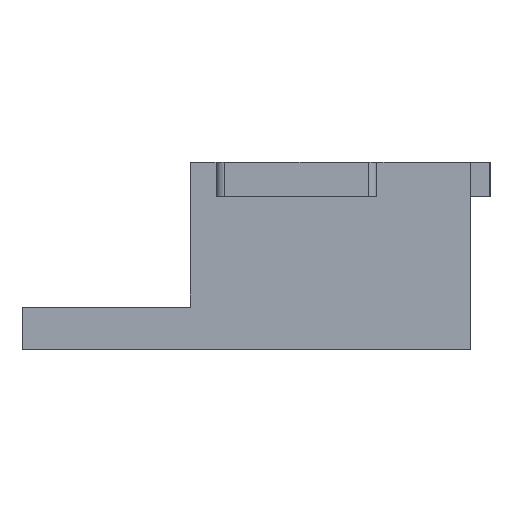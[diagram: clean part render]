
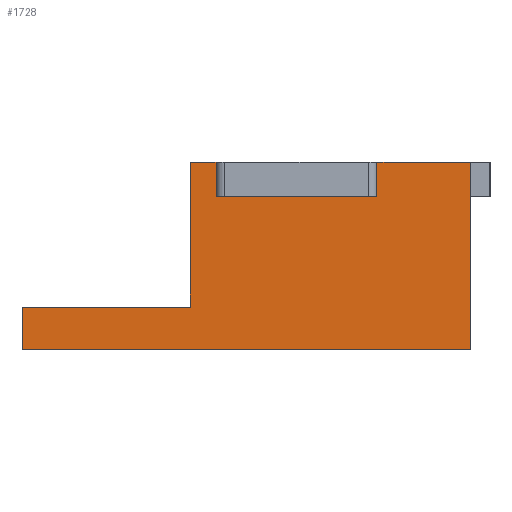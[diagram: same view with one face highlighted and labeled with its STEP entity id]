
A CAD part, left-side view. The second image highlights one B-rep face of the part: STEP entity #1728.
In plain terms, the highlighted planar face has unit normal (-1, 0, 0).
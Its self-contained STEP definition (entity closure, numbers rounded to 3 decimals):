
#63=PLANE('',#1837);
#141=FACE_OUTER_BOUND('',#237,.T.);
#237=EDGE_LOOP('',(#1425,#1426,#1427,#1428,#1429,#1430,#1431,#1432,#1433,
#1434));
#294=LINE('',#2355,#518);
#298=LINE('',#2367,#522);
#321=LINE('',#2423,#545);
#325=LINE('',#2435,#549);
#333=LINE('',#2454,#557);
#351=LINE('',#2496,#575);
#443=LINE('',#2690,#667);
#444=LINE('',#2691,#668);
#445=LINE('',#2693,#669);
#446=LINE('',#2694,#670);
#518=VECTOR('',#1905,10.);
#522=VECTOR('',#1913,10.);
#545=VECTOR('',#1954,10.);
#549=VECTOR('',#1966,10.);
#557=VECTOR('',#1980,10.);
#575=VECTOR('',#2010,10.);
#667=VECTOR('',#2170,10.);
#668=VECTOR('',#2171,10.);
#669=VECTOR('',#2172,10.);
#670=VECTOR('',#2173,10.);
#768=VERTEX_POINT('',#2352);
#769=VERTEX_POINT('',#2354);
#774=VERTEX_POINT('',#2364);
#775=VERTEX_POINT('',#2366);
#799=VERTEX_POINT('',#2422);
#803=VERTEX_POINT('',#2434);
#811=VERTEX_POINT('',#2452);
#828=VERTEX_POINT('',#2493);
#829=VERTEX_POINT('',#2495);
#898=VERTEX_POINT('',#2692);
#936=EDGE_CURVE('',#768,#769,#294,.T.);
#942=EDGE_CURVE('',#775,#774,#298,.T.);
#970=EDGE_CURVE('',#799,#769,#321,.T.);
#976=EDGE_CURVE('',#799,#803,#325,.T.);
#986=EDGE_CURVE('',#768,#811,#333,.T.);
#1006=EDGE_CURVE('',#828,#829,#351,.T.);
#1106=EDGE_CURVE('',#828,#775,#443,.T.);
#1107=EDGE_CURVE('',#774,#803,#444,.T.);
#1108=EDGE_CURVE('',#811,#898,#445,.F.);
#1109=EDGE_CURVE('',#829,#898,#446,.T.);
#1425=ORIENTED_EDGE('',*,*,#1106,.T.);
#1426=ORIENTED_EDGE('',*,*,#942,.T.);
#1427=ORIENTED_EDGE('',*,*,#1107,.T.);
#1428=ORIENTED_EDGE('',*,*,#976,.F.);
#1429=ORIENTED_EDGE('',*,*,#970,.T.);
#1430=ORIENTED_EDGE('',*,*,#936,.F.);
#1431=ORIENTED_EDGE('',*,*,#986,.T.);
#1432=ORIENTED_EDGE('',*,*,#1108,.T.);
#1433=ORIENTED_EDGE('',*,*,#1109,.F.);
#1434=ORIENTED_EDGE('',*,*,#1006,.F.);
#1728=ADVANCED_FACE('',(#141),#63,.T.);
#1837=AXIS2_PLACEMENT_3D('',#2689,#2168,#2169);
#1905=DIRECTION('',(0.,-1.,0.));
#1913=DIRECTION('',(0.,1.,0.));
#1954=DIRECTION('',(0.,0.,1.));
#1966=DIRECTION('',(0.,-1.,0.));
#1980=DIRECTION('',(0.,0.,-1.));
#2010=DIRECTION('',(0.,1.,0.));
#2168=DIRECTION('center_axis',(-1.,0.,0.));
#2169=DIRECTION('ref_axis',(0.,-1.,0.));
#2170=DIRECTION('',(0.,0.,1.));
#2171=DIRECTION('',(0.,0.,-1.));
#2172=DIRECTION('',(0.,-1.,0.));
#2173=DIRECTION('',(0.,0.,1.));
#2352=CARTESIAN_POINT('',(-42.294,-13.544,-6.43));
#2354=CARTESIAN_POINT('',(-42.294,-16.544,-6.43));
#2355=CARTESIAN_POINT('',(-42.294,-20.825,-6.43));
#2364=CARTESIAN_POINT('',(-42.294,-35.455,-6.43));
#2366=CARTESIAN_POINT('',(-42.294,-46.492,-6.43));
#2367=CARTESIAN_POINT('',(-42.294,-7.603,-6.43));
#2422=CARTESIAN_POINT('',(-42.294,-16.544,-10.43));
#2423=CARTESIAN_POINT('',(-42.294,-16.544,-6.43));
#2434=CARTESIAN_POINT('',(-42.294,-35.455,-10.43));
#2435=CARTESIAN_POINT('',(-42.294,-23.181,-10.43));
#2452=CARTESIAN_POINT('',(-42.294,-13.544,-23.43));
#2454=CARTESIAN_POINT('',(-42.294,-13.544,-12.63));
#2493=CARTESIAN_POINT('',(-42.294,-46.492,-28.43));
#2495=CARTESIAN_POINT('',(-42.294,6.257,-28.43));
#2496=CARTESIAN_POINT('',(-42.294,-13.8,-28.43));
#2689=CARTESIAN_POINT('Origin',(-42.294,-3.743,-6.43));
#2690=CARTESIAN_POINT('',(-42.294,-46.492,-8.43));
#2691=CARTESIAN_POINT('',(-42.294,-35.455,-8.43));
#2692=CARTESIAN_POINT('',(-42.294,6.257,-23.43));
#2693=CARTESIAN_POINT('',(-42.294,-13.8,-23.43));
#2694=CARTESIAN_POINT('',(-42.294,6.257,-20.73));
